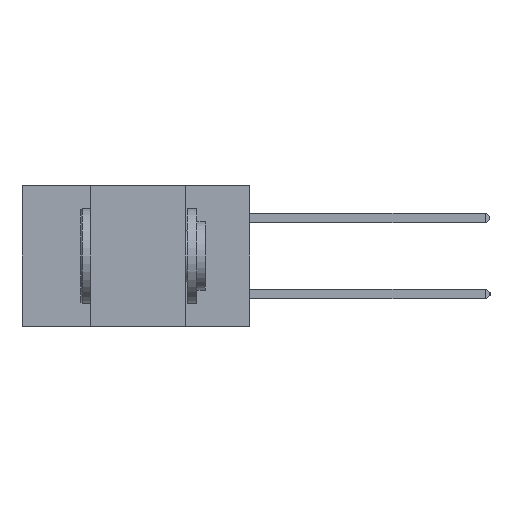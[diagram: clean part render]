
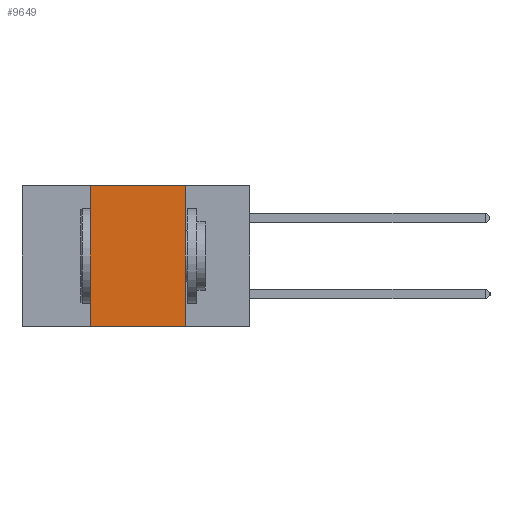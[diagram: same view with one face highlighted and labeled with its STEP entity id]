
A CAD part, left-side view. The second image highlights one B-rep face of the part: STEP entity #9649.
In plain terms, the highlighted planar face has unit normal (-1, 0, 0).
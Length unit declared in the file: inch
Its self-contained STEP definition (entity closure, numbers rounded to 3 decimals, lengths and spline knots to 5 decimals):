
#1382 = LINE ( 'NONE', #5855, #17415 ) ;
#1592 = CARTESIAN_POINT ( 'NONE',  ( 0., 0.42, 0. ) ) ;
#1992 = LINE ( 'NONE', #1592, #10744 ) ;
#2088 = VECTOR ( 'NONE', #7187, 39.37008 ) ;
#2792 = ORIENTED_EDGE ( 'NONE', *, *, #14416, .T. ) ;
#3493 = VERTEX_POINT ( 'NONE', #19579 ) ;
#4019 = ORIENTED_EDGE ( 'NONE', *, *, #6405, .F. ) ;
#4346 = DIRECTION ( 'NONE',  ( 0., 0., -1. ) ) ;
#4671 = DIRECTION ( 'NONE',  ( 0., 0., 1. ) ) ;
#4906 = VERTEX_POINT ( 'NONE', #15117 ) ;
#5512 = CARTESIAN_POINT ( 'NONE',  ( 0., 0.17, 0. ) ) ;
#5855 = CARTESIAN_POINT ( 'NONE',  ( 0., 0.17, 0. ) ) ;
#6405 = EDGE_CURVE ( 'NONE', #4906, #7585, #13995, .T. ) ;
#6498 = LINE ( 'NONE', #19818, #18346 ) ;
#6603 = CARTESIAN_POINT ( 'NONE',  ( 0., 0.6, 0. ) ) ;
#6768 = AXIS2_PLACEMENT_3D ( 'NONE', #6603, #17506, #8238 ) ;
#7187 = DIRECTION ( 'NONE',  ( 0., -1., 0. ) ) ;
#7585 = VERTEX_POINT ( 'NONE', #5512 ) ;
#8238 = DIRECTION ( 'NONE',  ( 0., 0., -1. ) ) ;
#9007 = CARTESIAN_POINT ( 'NONE',  ( 0., 0.17, -0.37 ) ) ;
#9383 = ORIENTED_EDGE ( 'NONE', *, *, #11941, .F. ) ;
#9649 = ADVANCED_FACE ( 'NONE', ( #15060 ), #15969, .F. ) ;
#10093 = ORIENTED_EDGE ( 'NONE', *, *, #19606, .F. ) ;
#10744 = VECTOR ( 'NONE', #4671, 39.37008 ) ;
#11236 = VERTEX_POINT ( 'NONE', #9007 ) ;
#11434 = EDGE_LOOP ( 'NONE', ( #9383, #4019, #10093, #2792 ) ) ;
#11847 = CARTESIAN_POINT ( 'NONE',  ( 0., 0.6, 0. ) ) ;
#11941 = EDGE_CURVE ( 'NONE', #7585, #11236, #1382, .T. ) ;
#13995 = LINE ( 'NONE', #11847, #2088 ) ;
#14416 = EDGE_CURVE ( 'NONE', #3493, #11236, #6498, .T. ) ;
#15060 = FACE_OUTER_BOUND ( 'NONE', #11434, .T. ) ;
#15117 = CARTESIAN_POINT ( 'NONE',  ( 0., 0.42, 0. ) ) ;
#15969 = PLANE ( 'NONE',  #6768 ) ;
#17415 = VECTOR ( 'NONE', #4346, 39.37008 ) ;
#17506 = DIRECTION ( 'NONE',  ( 1., 0., 0. ) ) ;
#18346 = VECTOR ( 'NONE', #19876, 39.37008 ) ;
#19579 = CARTESIAN_POINT ( 'NONE',  ( 0., 0.42, -0.37 ) ) ;
#19606 = EDGE_CURVE ( 'NONE', #3493, #4906, #1992, .T. ) ;
#19818 = CARTESIAN_POINT ( 'NONE',  ( 0., 0.6, -0.37 ) ) ;
#19876 = DIRECTION ( 'NONE',  ( 0., -1., 0. ) ) ;
